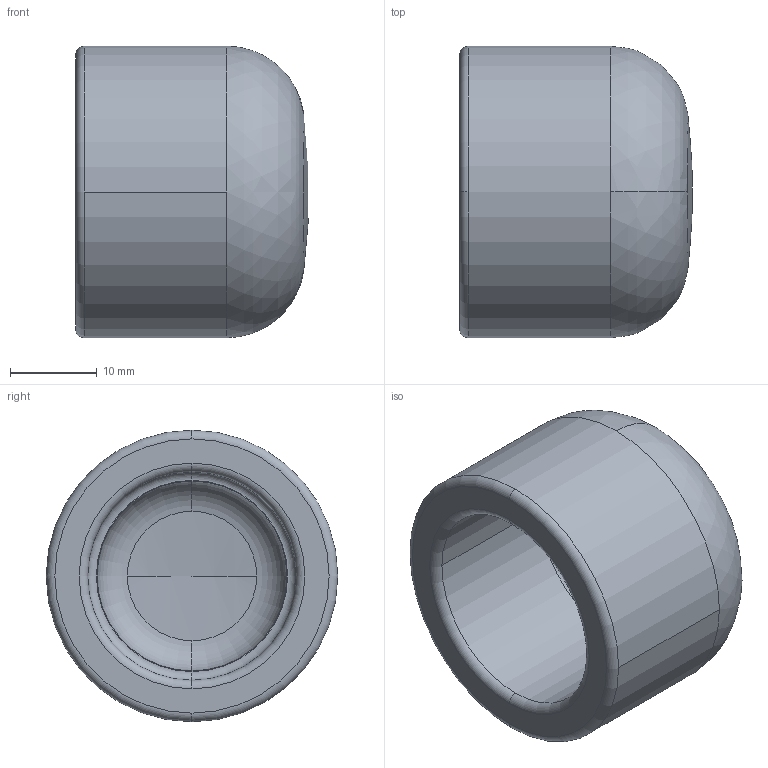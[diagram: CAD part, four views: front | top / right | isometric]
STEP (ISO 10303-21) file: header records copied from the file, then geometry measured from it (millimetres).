
FILE_DESCRIPTION(('STEP AP214'),'1');
FILE_NAME('cim025.stp','2018-02-12T14:04:44',('TraceParts'),('TraceParts S.A.'),'Spatial InterOp 3D',' ',' ');
FILE_SCHEMA(('automotive_design'));
Length unit declared in the file: millimetre
Products named in the file (1): cim025
Bounding box: 26.93 x 33.7 x 33.7 mm (x, y, z)
Volume: 12636 mm3; surface area: 5517.4 mm2
Topology: 1 solids, 1 shells, 19 faces, 53 edges, 36 vertices
Faces by surface type: torus 8, cylinder 4, sphere 3, bspline 2, plane 2
Entity records: 856 total; most frequent: CARTESIAN_POINT 163, DIRECTION 130, ORIENTED_EDGE 102, AXIS2_PLACEMENT_3D 63, EDGE_CURVE 51, CIRCLE 45, VERTEX_POINT 36, EDGE_LOOP 21
